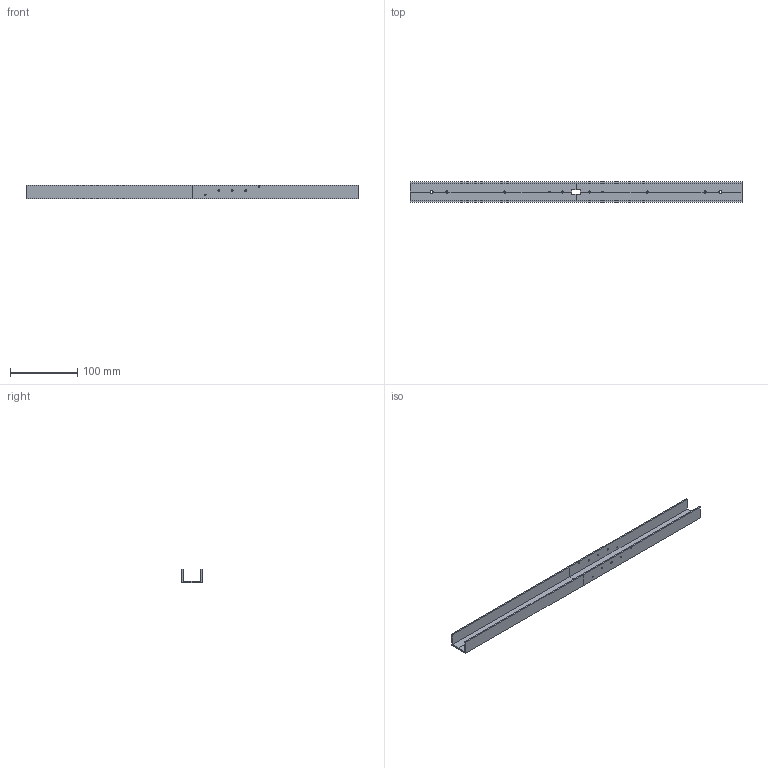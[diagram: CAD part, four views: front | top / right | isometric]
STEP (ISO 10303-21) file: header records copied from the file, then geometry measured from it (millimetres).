
FILE_DESCRIPTION(/* description */ (''),/* implementation_level */ '2;1');
FILE_NAME(/* name */ 'main_profile.step',/* time_stamp */ '2021-10-31T16:32:35+01:00',/* author */ (''),/* organization */ (''),/* preprocessor_version */ 'ST-DEVELOPER v18.1',/* originating_system */ 'Autodesk Translation Framework v10.10.0.1391',/* authorisation */ '');
FILE_SCHEMA (('AUTOMOTIVE_DESIGN { 1 0 10303 214 3 1 1 }'));
Length unit declared in the file: millimetre
Products named in the file (1): main_profile
Bounding box: 495 x 30 x 20 mm (x, y, z)
Volume: 64915.5 mm3; surface area: 69622.8 mm2
Topology: 4 solids, 4 shells, 90 faces, 246 edges, 164 vertices
Faces by surface type: plane 60, cylinder 30
Full cylindrical faces by diameter (mm): 2 x4, 2.529 x6
Entity records: 2920 total; most frequent: CARTESIAN_POINT 501, ORIENTED_EDGE 492, DIRECTION 488, EDGE_CURVE 246, LINE 186, VECTOR 186, VERTEX_POINT 164, AXIS2_PLACEMENT_3D 151
